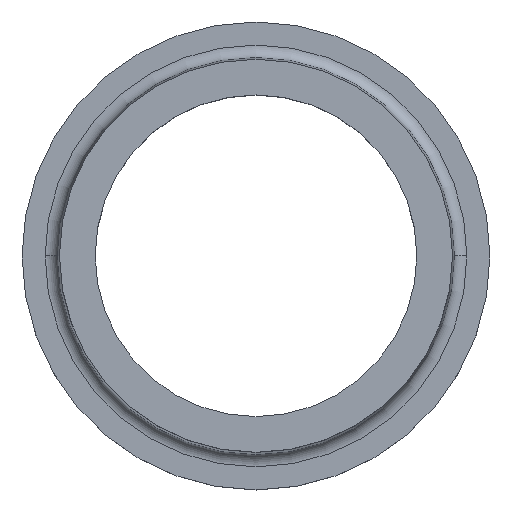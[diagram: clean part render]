
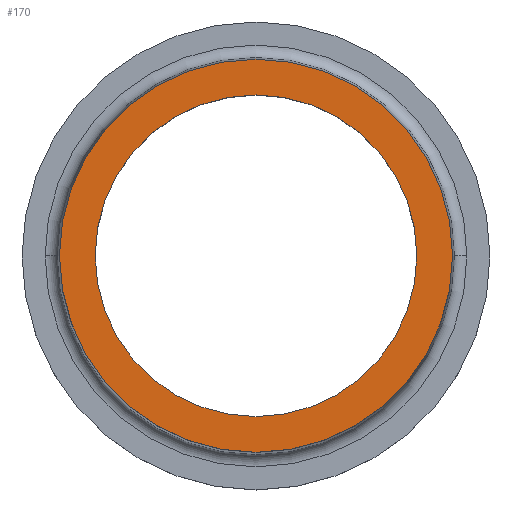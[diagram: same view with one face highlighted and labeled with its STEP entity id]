
A CAD part, top view. The second image highlights one B-rep face of the part: STEP entity #170.
In plain terms, the highlighted planar face has unit normal (0, 0, 1).
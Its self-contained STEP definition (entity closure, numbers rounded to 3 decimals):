
#14 = DIRECTION ( 'NONE',  ( 0., 0., -1. ) ) ;
#17 = CARTESIAN_POINT ( 'NONE',  ( -128.9, 0., 120. ) ) ;
#20 = VERTEX_POINT ( 'NONE', #426 ) ;
#22 = FACE_OUTER_BOUND ( 'NONE', #393, .T. ) ;
#39 = ORIENTED_EDGE ( 'NONE', *, *, #370, .T. ) ;
#62 = ORIENTED_EDGE ( 'NONE', *, *, #113, .F. ) ;
#84 = DIRECTION ( 'NONE',  ( 0., 0., -1. ) ) ;
#87 = VERTEX_POINT ( 'NONE', #391 ) ;
#88 = DIRECTION ( 'NONE',  ( -1., 0., 0. ) ) ;
#91 = DIRECTION ( 'NONE',  ( 0., 0., -1. ) ) ;
#106 = CARTESIAN_POINT ( 'NONE',  ( 0., 0., 120. ) ) ;
#109 = CARTESIAN_POINT ( 'NONE',  ( 128.9, 0., 120. ) ) ;
#113 = EDGE_CURVE ( 'NONE', #87, #20, #390, .T. ) ;
#117 = DIRECTION ( 'NONE',  ( -1., 0., 0. ) ) ;
#119 = AXIS2_PLACEMENT_3D ( 'NONE', #469, #176, #322 ) ;
#138 = FACE_BOUND ( 'NONE', #202, .T. ) ;
#167 = ORIENTED_EDGE ( 'NONE', *, *, #277, .T. ) ;
#170 = ADVANCED_FACE ( 'NONE', ( #138, #22 ), #366, .T. ) ;
#173 = CIRCLE ( 'NONE', #237, 128.9 ) ;
#176 = DIRECTION ( 'NONE',  ( 0., 0., 1. ) ) ;
#182 = AXIS2_PLACEMENT_3D ( 'NONE', #320, #91, #88 ) ;
#196 = VERTEX_POINT ( 'NONE', #17 ) ;
#202 = EDGE_LOOP ( 'NONE', ( #167, #39 ) ) ;
#215 = ORIENTED_EDGE ( 'NONE', *, *, #222, .F. ) ;
#222 = EDGE_CURVE ( 'NONE', #20, #87, #433, .T. ) ;
#237 = AXIS2_PLACEMENT_3D ( 'NONE', #371, #298, #442 ) ;
#277 = EDGE_CURVE ( 'NONE', #196, #349, #409, .T. ) ;
#298 = DIRECTION ( 'NONE',  ( 0., 0., -1. ) ) ;
#320 = CARTESIAN_POINT ( 'NONE',  ( 0., 0., 120. ) ) ;
#322 = DIRECTION ( 'NONE',  ( 1., 0., 0. ) ) ;
#349 = VERTEX_POINT ( 'NONE', #109 ) ;
#366 = PLANE ( 'NONE',  #119 ) ;
#370 = EDGE_CURVE ( 'NONE', #349, #196, #173, .T. ) ;
#371 = CARTESIAN_POINT ( 'NONE',  ( 0., 0., 120. ) ) ;
#376 = AXIS2_PLACEMENT_3D ( 'NONE', #430, #14, #392 ) ;
#390 = CIRCLE ( 'NONE', #458, 157.5 ) ;
#391 = CARTESIAN_POINT ( 'NONE',  ( -157.5, 0., 120. ) ) ;
#392 = DIRECTION ( 'NONE',  ( -1., 0., 0. ) ) ;
#393 = EDGE_LOOP ( 'NONE', ( #62, #215 ) ) ;
#409 = CIRCLE ( 'NONE', #182, 128.9 ) ;
#426 = CARTESIAN_POINT ( 'NONE',  ( 157.5, 0., 120. ) ) ;
#430 = CARTESIAN_POINT ( 'NONE',  ( 0., 0., 120. ) ) ;
#433 = CIRCLE ( 'NONE', #376, 157.5 ) ;
#442 = DIRECTION ( 'NONE',  ( -1., 0., 0. ) ) ;
#458 = AXIS2_PLACEMENT_3D ( 'NONE', #106, #84, #117 ) ;
#469 = CARTESIAN_POINT ( 'NONE',  ( 0., 157.5, 120. ) ) ;
